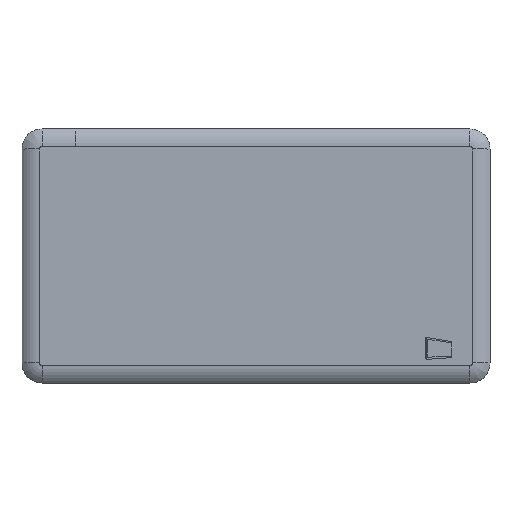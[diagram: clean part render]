
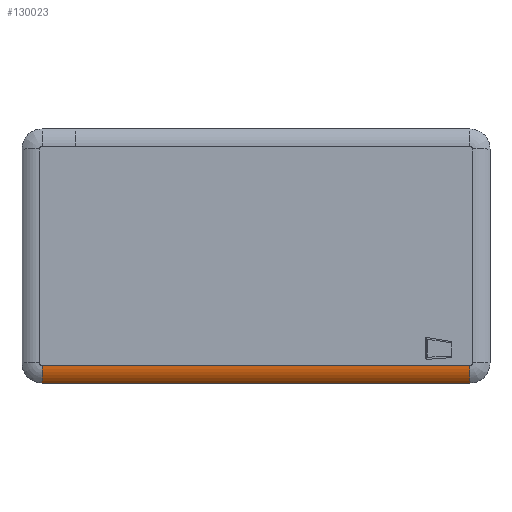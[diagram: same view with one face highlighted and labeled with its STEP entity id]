
A CAD part, top view. The second image highlights one B-rep face of the part: STEP entity #130023.
In plain terms, the highlighted free-form (B-spline) face has degree [1, 5] with [2, 6] control points.
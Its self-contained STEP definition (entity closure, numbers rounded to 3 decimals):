
#129587=CARTESIAN_POINT('Vertex',(-139.,-82.5,1.5)) ;
#129634=CARTESIAN_POINT('Line Origine',(0.,-82.5,1.5)) ;
#129638=CARTESIAN_POINT('Vertex',(139.,-82.5,1.5)) ;
#129968=CARTESIAN_POINT('Vertex',(-139.,-71.32,6.5)) ;
#129972=CARTESIAN_POINT('Control Point',(-139.,-82.5,1.5)) ;
#129973=CARTESIAN_POINT('Control Point',(-139.,-80.808,3.392)) ;
#129974=CARTESIAN_POINT('Control Point',(-139.,-78.736,4.917)) ;
#129975=CARTESIAN_POINT('Control Point',(-139.,-76.376,5.972)) ;
#129976=CARTESIAN_POINT('Control Point',(-139.,-73.858,6.5)) ;
#129977=CARTESIAN_POINT('Control Point',(-139.,-71.32,6.5)) ;
#129987=CARTESIAN_POINT('Control Point',(-139.,-82.5,1.5)) ;
#129988=CARTESIAN_POINT('Control Point',(-139.,-80.867,3.326)) ;
#129989=CARTESIAN_POINT('Control Point',(-139.,-78.792,4.901)) ;
#129990=CARTESIAN_POINT('Control Point',(-139.,-76.326,6.004)) ;
#129991=CARTESIAN_POINT('Control Point',(-139.,-73.769,6.5)) ;
#129992=CARTESIAN_POINT('Control Point',(-139.,-71.32,6.5)) ;
#129993=CARTESIAN_POINT('Control Point',(139.,-82.5,1.5)) ;
#129994=CARTESIAN_POINT('Control Point',(139.,-80.867,3.326)) ;
#129995=CARTESIAN_POINT('Control Point',(139.,-78.792,4.901)) ;
#129996=CARTESIAN_POINT('Control Point',(139.,-76.326,6.004)) ;
#129997=CARTESIAN_POINT('Control Point',(139.,-73.769,6.5)) ;
#129998=CARTESIAN_POINT('Control Point',(139.,-71.32,6.5)) ;
#130000=CARTESIAN_POINT('Control Point',(-139.,-71.32,6.5)) ;
#130001=CARTESIAN_POINT('Control Point',(-83.4,-71.32,6.5)) ;
#130002=CARTESIAN_POINT('Control Point',(-27.8,-71.32,6.5)) ;
#130003=CARTESIAN_POINT('Control Point',(27.8,-71.32,6.5)) ;
#130004=CARTESIAN_POINT('Control Point',(83.4,-71.32,6.5)) ;
#130005=CARTESIAN_POINT('Control Point',(139.,-71.32,6.5)) ;
#130006=CARTESIAN_POINT('Vertex',(139.,-71.32,6.5)) ;
#130010=CARTESIAN_POINT('Control Point',(139.,-82.5,1.5)) ;
#130011=CARTESIAN_POINT('Control Point',(139.,-80.808,3.392)) ;
#130012=CARTESIAN_POINT('Control Point',(139.,-78.736,4.917)) ;
#130013=CARTESIAN_POINT('Control Point',(139.,-76.376,5.972)) ;
#130014=CARTESIAN_POINT('Control Point',(139.,-73.858,6.5)) ;
#130015=CARTESIAN_POINT('Control Point',(139.,-71.32,6.5)) ;
#129635=DIRECTION('Vector Direction',(1.,0.,0.)) ;
#129636=VECTOR('Line Direction',#129635,1.) ;
#130018=ORIENTED_EDGE('',*,*,#130008,.F.) ;
#130019=ORIENTED_EDGE('',*,*,#129978,.T.) ;
#130020=ORIENTED_EDGE('',*,*,#129640,.T.) ;
#130021=ORIENTED_EDGE('',*,*,#130016,.F.) ;
#130023=ADVANCED_FACE('A001674_A .1\\EB00343_A.1\\Corps principal',(#130022),#129986,.T.) ;
#129999=B_SPLINE_CURVE_WITH_KNOTS('',5,(#130000,#130001,#130002,#130003,#130004,#130005),.UNSPECIFIED.,.F.,.U.,(6,6),(0.,278.),.UNSPECIFIED.) ;
#129986=B_SPLINE_SURFACE_WITH_KNOTS('',1,5,((#129987,#129988,#129989,#129990,#129991,#129992),(#129993,#129994,#129995,#129996,#129997,#129998)),.UNSPECIFIED.,.F.,.F.,.U.,(2,2),(6,6),(0.,278.),(10.946,23.562),.UNSPECIFIED.) ;
#129640=EDGE_CURVE('',#129588,#129639,#129637,.T.) ;
#129978=EDGE_CURVE('',#129969,#129588,#129971,.F.) ;
#130008=EDGE_CURVE('',#129969,#130007,#129999,.T.) ;
#130016=EDGE_CURVE('',#130007,#129639,#130009,.F.) ;
#130017=EDGE_LOOP('',(#130018,#130019,#130020,#130021)) ;
#130022=FACE_OUTER_BOUND('',#130017,.T.) ;
#129637=LINE('Line',#129634,#129636) ;
#129588=VERTEX_POINT('',#129587) ;
#129639=VERTEX_POINT('',#129638) ;
#129969=VERTEX_POINT('',#129968) ;
#130007=VERTEX_POINT('',#130006) ;
#129971=(BOUNDED_CURVE()B_SPLINE_CURVE(5,(#129972,#129973,#129974,#129975,#129976,#129977),.UNSPECIFIED.,.F.,.U.)B_SPLINE_CURVE_WITH_KNOTS((6,6),(10.946,23.562),.UNSPECIFIED.)CURVE()GEOMETRIC_REPRESENTATION_ITEM()RATIONAL_B_SPLINE_CURVE((1.,0.965,0.948,0.948,0.965,1.))REPRESENTATION_ITEM('')) ;
#130009=(BOUNDED_CURVE()B_SPLINE_CURVE(5,(#130010,#130011,#130012,#130013,#130014,#130015),.UNSPECIFIED.,.F.,.U.)B_SPLINE_CURVE_WITH_KNOTS((6,6),(10.946,23.562),.UNSPECIFIED.)CURVE()GEOMETRIC_REPRESENTATION_ITEM()RATIONAL_B_SPLINE_CURVE((1.,0.965,0.948,0.948,0.965,1.))REPRESENTATION_ITEM('')) ;
